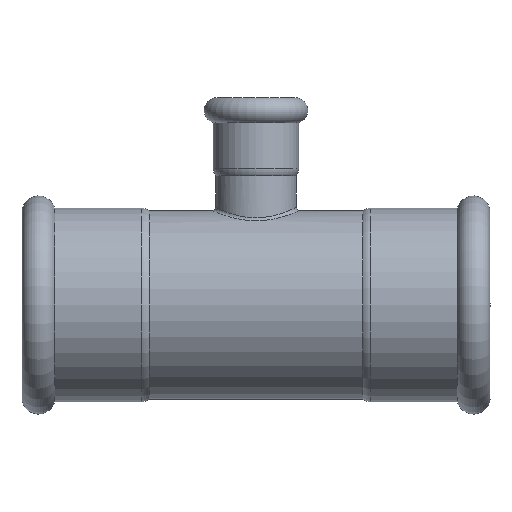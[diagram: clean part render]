
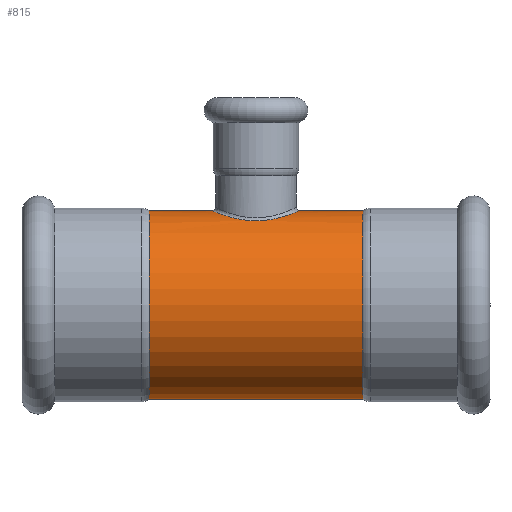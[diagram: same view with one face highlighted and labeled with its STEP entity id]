
A CAD part, front view. The second image highlights one B-rep face of the part: STEP entity #815.
In plain terms, the highlighted cylindrical face has radius 28 mm (diameter 56 mm), a full revolution.
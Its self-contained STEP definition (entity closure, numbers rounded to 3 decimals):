
#20=FACE_BOUND('',#144,.T.);
#26=B_SPLINE_CURVE_WITH_KNOTS('',3,(#1705,#1706,#1707,#1708,#1709,#1710,
#1711,#1712,#1713,#1714,#1715,#1716,#1717,#1718,#1719,#1720,#1721,#1722),
 .UNSPECIFIED.,.T.,.F.,(4,1,1,1,1,1,1,1,1,1,1,1,1,1,1,4),(-7.337,
-6.813,-6.289,-5.59,-5.241,
-4.542,-4.193,-3.843,-3.494,
-3.144,-2.795,-2.096,-1.572,
-1.048,-0.524,0.),.UNSPECIFIED.);
#38=LINE('',#1730,#59);
#59=VECTOR('',#1168,28.);
#79=CYLINDRICAL_SURFACE('',#931,28.);
#104=FACE_OUTER_BOUND('',#143,.T.);
#143=EDGE_LOOP('',(#618,#619,#620,#621,#622,#623,#624,#625));
#144=EDGE_LOOP('',(#626));
#227=CIRCLE('',#932,28.);
#228=CIRCLE('',#933,28.);
#229=CIRCLE('',#934,28.);
#230=CIRCLE('',#935,28.);
#231=CIRCLE('',#936,28.);
#232=CIRCLE('',#937,28.);
#333=VERTEX_POINT('',#1684);
#335=VERTEX_POINT('',#1724);
#336=VERTEX_POINT('',#1725);
#337=VERTEX_POINT('',#1727);
#338=VERTEX_POINT('',#1729);
#339=VERTEX_POINT('',#1731);
#340=VERTEX_POINT('',#1733);
#449=EDGE_CURVE('',#333,#333,#26,.T.);
#450=EDGE_CURVE('',#335,#336,#227,.T.);
#451=EDGE_CURVE('',#337,#335,#228,.T.);
#452=EDGE_CURVE('',#337,#338,#38,.T.);
#453=EDGE_CURVE('',#338,#339,#229,.T.);
#454=EDGE_CURVE('',#339,#340,#230,.T.);
#455=EDGE_CURVE('',#340,#338,#231,.T.);
#456=EDGE_CURVE('',#336,#337,#232,.T.);
#618=ORIENTED_EDGE('',*,*,#450,.F.);
#619=ORIENTED_EDGE('',*,*,#451,.F.);
#620=ORIENTED_EDGE('',*,*,#452,.T.);
#621=ORIENTED_EDGE('',*,*,#453,.T.);
#622=ORIENTED_EDGE('',*,*,#454,.T.);
#623=ORIENTED_EDGE('',*,*,#455,.T.);
#624=ORIENTED_EDGE('',*,*,#452,.F.);
#625=ORIENTED_EDGE('',*,*,#456,.F.);
#626=ORIENTED_EDGE('',*,*,#449,.F.);
#815=ADVANCED_FACE('',(#104,#20),#79,.T.);
#931=AXIS2_PLACEMENT_3D('',#1723,#1162,#1163);
#932=AXIS2_PLACEMENT_3D('',#1726,#1164,#1165);
#933=AXIS2_PLACEMENT_3D('',#1728,#1166,#1167);
#934=AXIS2_PLACEMENT_3D('',#1732,#1169,#1170);
#935=AXIS2_PLACEMENT_3D('',#1734,#1171,#1172);
#936=AXIS2_PLACEMENT_3D('',#1735,#1173,#1174);
#937=AXIS2_PLACEMENT_3D('',#1736,#1175,#1176);
#1162=DIRECTION('center_axis',(1.,0.,0.));
#1163=DIRECTION('ref_axis',(0.,1.,0.));
#1164=DIRECTION('center_axis',(1.,0.,0.));
#1165=DIRECTION('ref_axis',(0.,1.,0.));
#1166=DIRECTION('center_axis',(1.,0.,0.));
#1167=DIRECTION('ref_axis',(0.,1.,0.));
#1168=DIRECTION('',(-1.,0.,0.));
#1169=DIRECTION('center_axis',(1.,0.,0.));
#1170=DIRECTION('ref_axis',(0.,1.,0.));
#1171=DIRECTION('center_axis',(1.,0.,0.));
#1172=DIRECTION('ref_axis',(0.,1.,0.));
#1173=DIRECTION('center_axis',(1.,0.,0.));
#1174=DIRECTION('ref_axis',(0.,1.,0.));
#1175=DIRECTION('center_axis',(1.,0.,0.));
#1176=DIRECTION('ref_axis',(0.,1.,0.));
#1684=CARTESIAN_POINT('',(0.,12.552,25.029));
#1705=CARTESIAN_POINT('Ctrl Pts',(0.,12.552,
25.029));
#1706=CARTESIAN_POINT('Ctrl Pts',(-1.972,12.552,25.029));
#1707=CARTESIAN_POINT('Ctrl Pts',(-5.89,11.653,25.496));
#1708=CARTESIAN_POINT('Ctrl Pts',(-10.989,7.731,27.104));
#1709=CARTESIAN_POINT('Ctrl Pts',(-13.272,2.269,28.124));
#1710=CARTESIAN_POINT('Ctrl Pts',(-12.755,-4.178,27.893));
#1711=CARTESIAN_POINT('Ctrl Pts',(-10.039,-8.633,26.741));
#1712=CARTESIAN_POINT('Ctrl Pts',(-5.771,-11.453,25.568));
#1713=CARTESIAN_POINT('Ctrl Pts',(-2.001,-12.599,25.007));
#1714=CARTESIAN_POINT('Ctrl Pts',(2.001,-12.6,25.005));
#1715=CARTESIAN_POINT('Ctrl Pts',(5.773,-11.451,25.57));
#1716=CARTESIAN_POINT('Ctrl Pts',(10.034,-8.639,26.738));
#1717=CARTESIAN_POINT('Ctrl Pts',(13.106,-3.611,28.048));
#1718=CARTESIAN_POINT('Ctrl Pts',(13.107,2.953,28.041));
#1719=CARTESIAN_POINT('Ctrl Pts',(10.47,8.113,26.933));
#1720=CARTESIAN_POINT('Ctrl Pts',(5.896,11.659,25.502));
#1721=CARTESIAN_POINT('Ctrl Pts',(1.972,12.552,25.029));
#1722=CARTESIAN_POINT('Ctrl Pts',(0.,12.552,
25.029));
#1723=CARTESIAN_POINT('Origin',(26.817,0.,0.));
#1724=CARTESIAN_POINT('',(31.735,28.,0.));
#1725=CARTESIAN_POINT('',(31.735,0.,28.));
#1726=CARTESIAN_POINT('Origin',(31.735,0.,0.));
#1727=CARTESIAN_POINT('',(31.735,-28.,0.));
#1728=CARTESIAN_POINT('Origin',(31.735,0.,0.));
#1729=CARTESIAN_POINT('',(-31.735,-28.,0.));
#1730=CARTESIAN_POINT('',(26.817,-28.,0.));
#1731=CARTESIAN_POINT('',(-31.735,28.,0.));
#1732=CARTESIAN_POINT('Origin',(-31.735,0.,0.));
#1733=CARTESIAN_POINT('',(-31.735,0.,28.));
#1734=CARTESIAN_POINT('Origin',(-31.735,0.,0.));
#1735=CARTESIAN_POINT('Origin',(-31.735,0.,0.));
#1736=CARTESIAN_POINT('Origin',(31.735,0.,0.));
